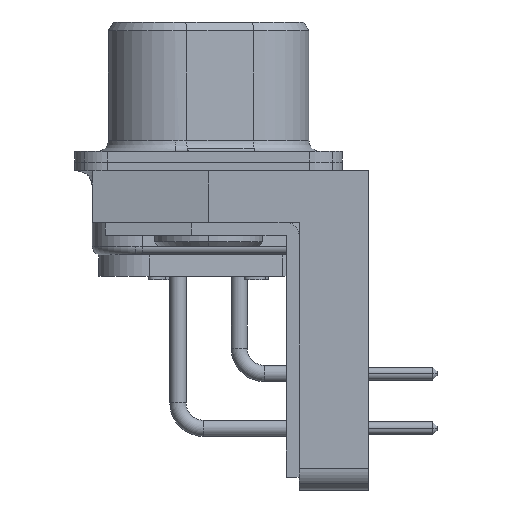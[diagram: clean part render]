
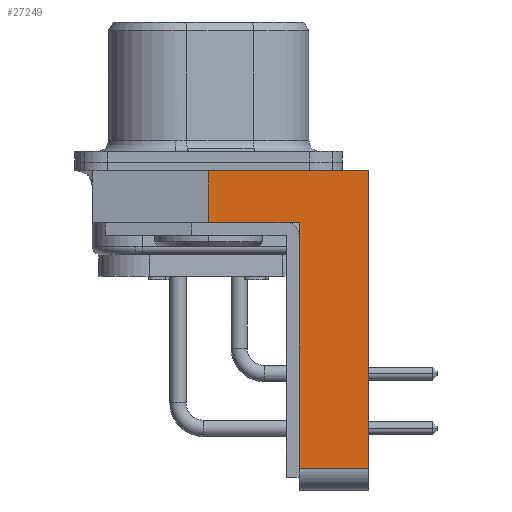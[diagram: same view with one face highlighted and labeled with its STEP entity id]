
A CAD part, left-side view. The second image highlights one B-rep face of the part: STEP entity #27249.
In plain terms, the highlighted planar face has unit normal (-1, 0, 0).
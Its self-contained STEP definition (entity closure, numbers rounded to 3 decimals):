
#25488=CARTESIAN_POINT('',(-19.55,0.,-13.8));
#25489=VERTEX_POINT('',#25488);
#25497=CARTESIAN_POINT('',(-19.55,3.2,-13.8));
#25498=VERTEX_POINT('',#25497);
#25499=CARTESIAN_POINT('',(-19.55,0.,-13.8));
#25500=DIRECTION('',(0.0,1.0,0.0));
#25501=VECTOR('',#25500,3.2);
#25502=LINE('',#25499,#25501);
#25503=EDGE_CURVE('',#25489,#25498,#25502,.T.);
#25537=CARTESIAN_POINT('',(-19.55,0.,0.0));
#25538=VERTEX_POINT('',#25537);
#25545=CARTESIAN_POINT('',(-19.55,0.,0.0));
#25546=DIRECTION('',(0.0,0.0,-1.0));
#25547=VECTOR('',#25546,13.8);
#25548=LINE('',#25545,#25547);
#25549=EDGE_CURVE('',#25538,#25489,#25548,.T.);
#27022=CARTESIAN_POINT('',(-19.55,3.2,-2.4));
#27023=VERTEX_POINT('',#27022);
#27024=CARTESIAN_POINT('',(-19.55,3.2,-2.4));
#27025=DIRECTION('',(0.0,0.0,-1.0));
#27026=VECTOR('',#27025,11.4);
#27027=LINE('',#27024,#27026);
#27028=EDGE_CURVE('',#27023,#25498,#27027,.T.);
#27200=CARTESIAN_POINT('',(-19.55,7.4,-2.4));
#27201=VERTEX_POINT('',#27200);
#27208=CARTESIAN_POINT('',(-19.55,7.4,0.0));
#27209=VERTEX_POINT('',#27208);
#27210=CARTESIAN_POINT('',(-19.55,7.4,0.0));
#27211=DIRECTION('',(0.0,0.0,-1.0));
#27212=VECTOR('',#27211,2.4);
#27213=LINE('',#27210,#27212);
#27214=EDGE_CURVE('',#27209,#27201,#27213,.T.);
#27226=CARTESIAN_POINT('',(-19.55,7.4,0.0));
#27227=DIRECTION('',(-1.0,0.0,0.0));
#27228=DIRECTION('',(0.0,0.0,1.0));
#27229=AXIS2_PLACEMENT_3D('',#27226,#27227,#27228);
#27230=PLANE('',#27229);
#27231=ORIENTED_EDGE('',*,*,#25503,.F.);
#27232=ORIENTED_EDGE('',*,*,#25549,.F.);
#27233=CARTESIAN_POINT('',(-19.55,7.4,0.0));
#27234=DIRECTION('',(0.0,-1.0,0.0));
#27235=VECTOR('',#27234,7.4);
#27236=LINE('',#27233,#27235);
#27237=EDGE_CURVE('',#27209,#25538,#27236,.T.);
#27238=ORIENTED_EDGE('',*,*,#27237,.F.);
#27239=ORIENTED_EDGE('',*,*,#27214,.T.);
#27240=CARTESIAN_POINT('',(-19.55,7.4,-2.4));
#27241=DIRECTION('',(0.0,-1.0,0.0));
#27242=VECTOR('',#27241,4.2);
#27243=LINE('',#27240,#27242);
#27244=EDGE_CURVE('',#27201,#27023,#27243,.T.);
#27245=ORIENTED_EDGE('',*,*,#27244,.T.);
#27246=ORIENTED_EDGE('',*,*,#27028,.T.);
#27247=EDGE_LOOP('',(#27231,#27232,#27238,#27239,#27245,#27246));
#27248=FACE_OUTER_BOUND('',#27247,.T.);
#27249=ADVANCED_FACE('',(#27248),#27230,.T.);
